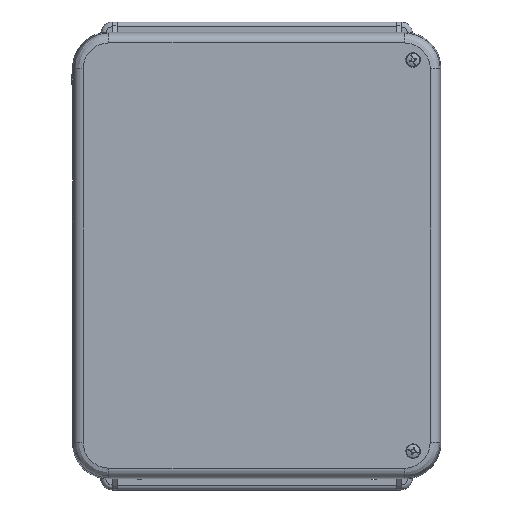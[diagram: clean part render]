
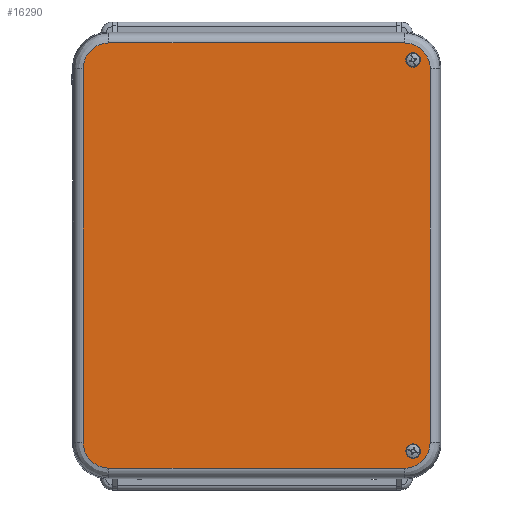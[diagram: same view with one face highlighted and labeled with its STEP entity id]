
A CAD part, top view. The second image highlights one B-rep face of the part: STEP entity #16290.
In plain terms, the highlighted face is planar.
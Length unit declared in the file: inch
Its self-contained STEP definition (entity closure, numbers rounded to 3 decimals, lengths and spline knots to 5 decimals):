
#545=FACE_BOUND('',#3033,.T.);
#546=FACE_BOUND('',#3034,.T.);
#953=PLANE('',#18013);
#1283=ELLIPSE('',#17987,0.6568,0.656);
#1286=ELLIPSE('',#17991,0.6568,0.656);
#1287=ELLIPSE('',#17997,0.6568,0.656);
#1290=ELLIPSE('',#18001,0.6568,0.656);
#1976=FACE_OUTER_BOUND('',#3032,.T.);
#3032=EDGE_LOOP('',(#13508,#13509,#13510,#13511,#13512,#13513,#13514,#13515));
#3033=EDGE_LOOP('',(#13516));
#3034=EDGE_LOOP('',(#13517));
#4323=LINE('',#29430,#5483);
#4325=LINE('',#29532,#5485);
#4328=LINE('',#29539,#5488);
#4330=LINE('',#29636,#5490);
#5483=VECTOR('',#21733,9.55915);
#5485=VECTOR('',#21753,7.55915);
#5488=VECTOR('',#21760,7.55915);
#5490=VECTOR('',#21776,9.55915);
#6269=CIRCLE('',#17592,0.117);
#6271=CIRCLE('',#17595,0.117);
#7472=VERTEX_POINT('',#28235);
#7474=VERTEX_POINT('',#28240);
#7737=VERTEX_POINT('',#29427);
#7738=VERTEX_POINT('',#29429);
#7741=VERTEX_POINT('',#29477);
#7742=VERTEX_POINT('',#29523);
#7745=VERTEX_POINT('',#29530);
#7746=VERTEX_POINT('',#29535);
#7749=VERTEX_POINT('',#29583);
#7750=VERTEX_POINT('',#29629);
#9348=EDGE_CURVE('',#7472,#7472,#6269,.T.);
#9350=EDGE_CURVE('',#7474,#7474,#6271,.T.);
#9785=EDGE_CURVE('',#7737,#7738,#4323,.T.);
#9789=EDGE_CURVE('',#7741,#7737,#1283,.T.);
#9793=EDGE_CURVE('',#7738,#7742,#1286,.T.);
#9795=EDGE_CURVE('',#7745,#7741,#4325,.T.);
#9799=EDGE_CURVE('',#7742,#7746,#4328,.T.);
#9801=EDGE_CURVE('',#7749,#7745,#1287,.T.);
#9805=EDGE_CURVE('',#7746,#7750,#1290,.T.);
#9807=EDGE_CURVE('',#7750,#7749,#4330,.T.);
#13508=ORIENTED_EDGE('',*,*,#9785,.F.);
#13509=ORIENTED_EDGE('',*,*,#9789,.F.);
#13510=ORIENTED_EDGE('',*,*,#9795,.F.);
#13511=ORIENTED_EDGE('',*,*,#9801,.F.);
#13512=ORIENTED_EDGE('',*,*,#9807,.F.);
#13513=ORIENTED_EDGE('',*,*,#9805,.F.);
#13514=ORIENTED_EDGE('',*,*,#9799,.F.);
#13515=ORIENTED_EDGE('',*,*,#9793,.F.);
#13516=ORIENTED_EDGE('',*,*,#9348,.T.);
#13517=ORIENTED_EDGE('',*,*,#9350,.T.);
#16290=ADVANCED_FACE('',(#1976,#545,#546),#953,.F.);
#17592=AXIS2_PLACEMENT_3D('',#28236,#20744,#20745);
#17595=AXIS2_PLACEMENT_3D('',#28241,#20750,#20751);
#17987=AXIS2_PLACEMENT_3D('',#29479,#21739,#21740);
#17991=AXIS2_PLACEMENT_3D('',#29527,#21747,#21748);
#17997=AXIS2_PLACEMENT_3D('',#29585,#21763,#21764);
#18001=AXIS2_PLACEMENT_3D('',#29633,#21771,#21772);
#18013=AXIS2_PLACEMENT_3D('',#29663,#21804,#21805);
#20744=DIRECTION('center_axis',(0.,0.,1.));
#20745=DIRECTION('ref_axis',(1.,0.,0.));
#20750=DIRECTION('center_axis',(0.,0.,1.));
#20751=DIRECTION('ref_axis',(1.,0.,0.));
#21733=DIRECTION('',(0.,1.,0.));
#21739=DIRECTION('center_axis',(0.,0.,1.));
#21740=DIRECTION('ref_axis',(0.707,-0.707,0.));
#21747=DIRECTION('center_axis',(0.,0.,1.));
#21748=DIRECTION('ref_axis',(0.707,0.707,0.));
#21753=DIRECTION('',(1.,0.,0.));
#21760=DIRECTION('',(-1.,0.,0.));
#21763=DIRECTION('center_axis',(0.,0.,1.));
#21764=DIRECTION('ref_axis',(-0.707,-0.707,0.));
#21771=DIRECTION('center_axis',(0.,0.,1.));
#21772=DIRECTION('ref_axis',(-0.707,0.707,0.));
#21776=DIRECTION('',(0.,-1.,0.));
#21804=DIRECTION('center_axis',(0.,0.,1.));
#21805=DIRECTION('ref_axis',(1.,0.,0.));
#28235=CARTESIAN_POINT('',(-0.097,-0.48,-0.885));
#28236=CARTESIAN_POINT('Origin',(0.02,-0.48,-0.885));
#28240=CARTESIAN_POINT('',(-0.097,9.5213,-0.885));
#28241=CARTESIAN_POINT('Origin',(0.02,9.5213,-0.885));
#29427=CARTESIAN_POINT('',(8.45517,-0.25957,-0.885));
#29429=CARTESIAN_POINT('',(8.45517,9.29957,-0.885));
#29430=CARTESIAN_POINT('',(8.45517,-0.25957,-0.885));
#29477=CARTESIAN_POINT('',(7.79957,-0.91517,-0.885));
#29479=CARTESIAN_POINT('Origin',(7.79877,-0.25877,-0.885));
#29523=CARTESIAN_POINT('',(7.79957,9.95517,-0.885));
#29527=CARTESIAN_POINT('Origin',(7.79877,9.29877,-0.885));
#29530=CARTESIAN_POINT('',(0.24043,-0.91517,-0.885));
#29532=CARTESIAN_POINT('',(0.24043,-0.91517,-0.885));
#29535=CARTESIAN_POINT('',(0.24043,9.95517,-0.885));
#29539=CARTESIAN_POINT('',(7.79957,9.95517,-0.885));
#29583=CARTESIAN_POINT('',(-0.41517,-0.25957,-0.885));
#29585=CARTESIAN_POINT('Origin',(0.24123,-0.25877,-0.885));
#29629=CARTESIAN_POINT('',(-0.41517,9.29957,-0.885));
#29633=CARTESIAN_POINT('Origin',(0.24123,9.29877,-0.885));
#29636=CARTESIAN_POINT('',(-0.41517,9.29957,-0.885));
#29663=CARTESIAN_POINT('Origin',(4.02,4.52,-0.885));
